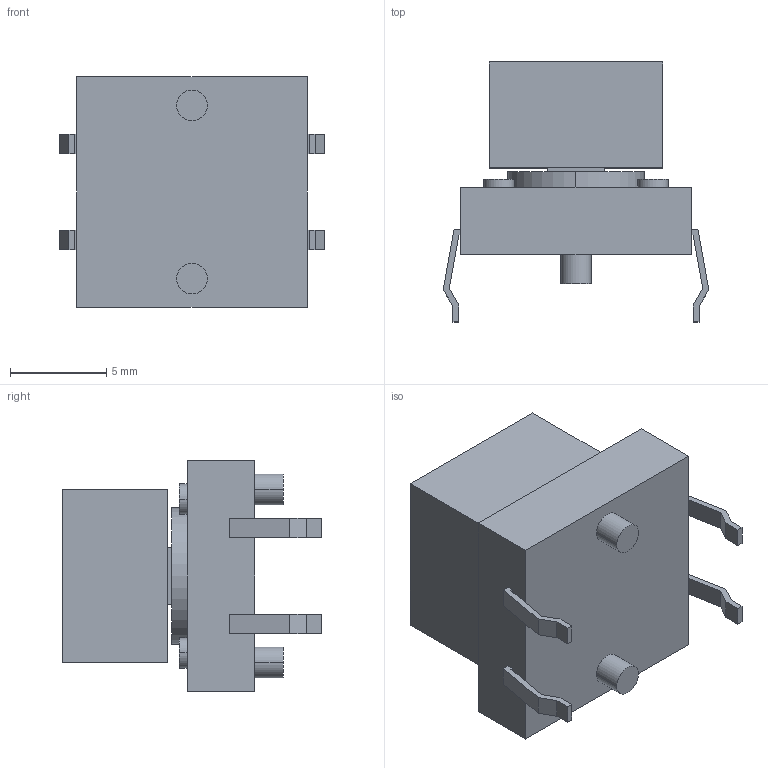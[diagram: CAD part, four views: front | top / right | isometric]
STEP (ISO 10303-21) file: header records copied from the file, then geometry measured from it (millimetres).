
FILE_DESCRIPTION (( 'STEP AP214' ), '1' );
FILE_NAME ('pulsador B3F_5050 con cubierta.STEP', '2021-05-12T10:16:55', ( '' ), ( '' ), 'SwSTEP 2.0', 'SolidWorks 2020', '' );
FILE_SCHEMA (( 'AUTOMOTIVE_DESIGN' ));
Length unit declared in the file: millimetre
Products named in the file (4): B32_1200; pulsador B3F_5050 con cubierta; B3F_5050_BASE; B3F_5050_BUTTON
Assembly tree (3 placements, depth 2):
  pulsador B3F_5050 con cubierta
    B3F_5050_BASE
    B3F_5050_BUTTON
    B32_1200
Bounding box: 13.8 x 13.5 x 12 mm (x, y, z)
Volume: 738.3 mm3; surface area: 1328.6 mm2
Topology: 3 solids, 3 shells, 112 faces, 270 edges, 180 vertices
Faces by surface type: plane 94, cylinder 18
Entity records: 3571 total; most frequent: CARTESIAN_POINT 568, DIRECTION 542, ORIENTED_EDGE 540, EDGE_CURVE 270, VECTOR 234, LINE 234, VERTEX_POINT 180, AXIS2_PLACEMENT_3D 154
